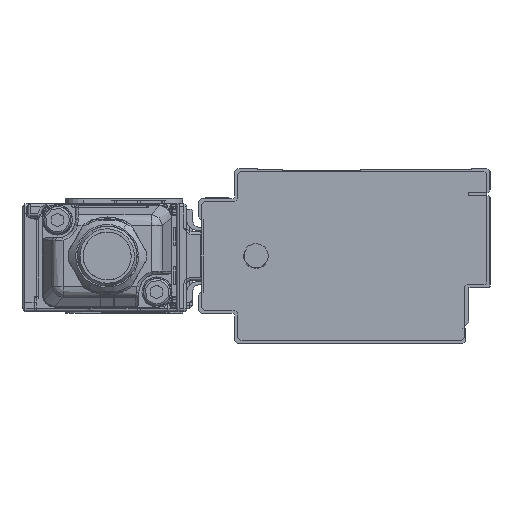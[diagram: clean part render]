
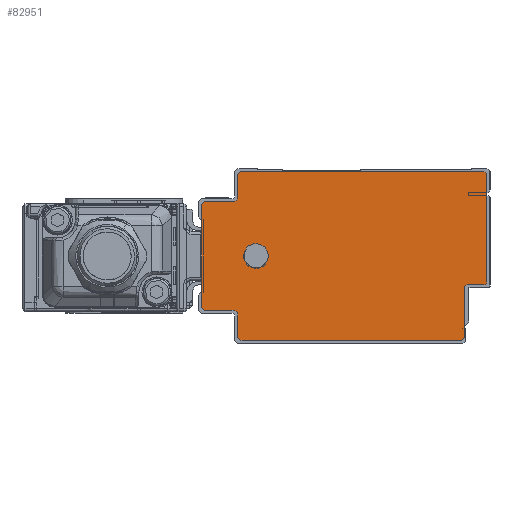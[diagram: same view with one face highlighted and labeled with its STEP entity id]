
A CAD part, left-side view. The second image highlights one B-rep face of the part: STEP entity #82951.
In plain terms, the highlighted planar face has unit normal (-1, 0, 0).
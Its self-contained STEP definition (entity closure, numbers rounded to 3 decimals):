
#80511=AXIS2_PLACEMENT_3D('Circle Axis2P3D',#80509,#80510,$) ;
#80549=AXIS2_PLACEMENT_3D('Circle Axis2P3D',#80547,#80548,$) ;
#80587=AXIS2_PLACEMENT_3D('Circle Axis2P3D',#80585,#80586,$) ;
#80625=AXIS2_PLACEMENT_3D('Circle Axis2P3D',#80623,#80624,$) ;
#82834=AXIS2_PLACEMENT_3D('Plane Axis2P3D',#82831,#82832,#82833) ;
#82838=AXIS2_PLACEMENT_3D('Circle Axis2P3D',#82836,#82837,$) ;
#82852=AXIS2_PLACEMENT_3D('Circle Axis2P3D',#82850,#82851,$) ;
#82866=AXIS2_PLACEMENT_3D('Circle Axis2P3D',#82864,#82865,$) ;
#82880=AXIS2_PLACEMENT_3D('Circle Axis2P3D',#82878,#82879,$) ;
#82894=AXIS2_PLACEMENT_3D('Circle Axis2P3D',#82892,#82893,$) ;
#82908=AXIS2_PLACEMENT_3D('Circle Axis2P3D',#82906,#82907,$) ;
#82935=AXIS2_PLACEMENT_3D('Circle Axis2P3D',#82933,#82934,$) ;
#82944=AXIS2_PLACEMENT_3D('Circle Axis2P3D',#82942,#82943,$) ;
#80467=CARTESIAN_POINT('Line Origine',(-2575.5,44.,14.5)) ;
#80471=CARTESIAN_POINT('Vertex',(-2575.5,44.,6.)) ;
#80473=CARTESIAN_POINT('Vertex',(-2575.5,44.,23.)) ;
#80509=CARTESIAN_POINT('Axis2P3D Location',(-2575.5,43.5,23.)) ;
#80513=CARTESIAN_POINT('Vertex',(-2575.5,43.5,23.5)) ;
#80528=CARTESIAN_POINT('Line Origine',(-2575.5,41.25,23.5)) ;
#80532=CARTESIAN_POINT('Vertex',(-2575.5,39.,23.5)) ;
#80547=CARTESIAN_POINT('Axis2P3D Location',(-2575.5,39.,24.5)) ;
#80551=CARTESIAN_POINT('Vertex',(-2575.5,38.,24.5)) ;
#80566=CARTESIAN_POINT('Line Origine',(-2575.5,38.,26.25)) ;
#80570=CARTESIAN_POINT('Vertex',(-2575.5,38.,28.)) ;
#80585=CARTESIAN_POINT('Axis2P3D Location',(-2575.5,37.5,28.)) ;
#80589=CARTESIAN_POINT('Vertex',(-2575.5,37.5,28.5)) ;
#80604=CARTESIAN_POINT('Line Origine',(-2575.5,17.25,28.5)) ;
#80608=CARTESIAN_POINT('Vertex',(-2575.5,-3.,28.5)) ;
#80623=CARTESIAN_POINT('Axis2P3D Location',(-2575.5,-3.,28.)) ;
#80627=CARTESIAN_POINT('Vertex',(-2575.5,-3.5,28.)) ;
#80642=CARTESIAN_POINT('Line Origine',(-2575.5,-3.5,19.1)) ;
#80646=CARTESIAN_POINT('Vertex',(-2575.5,-3.5,10.2)) ;
#82831=CARTESIAN_POINT('Axis2P3D Location',(-2575.5,0.,0.)) ;
#82836=CARTESIAN_POINT('Axis2P3D Location',(-2575.5,43.5,6.)) ;
#82840=CARTESIAN_POINT('Vertex',(-2575.5,43.5,5.5)) ;
#82843=CARTESIAN_POINT('Line Origine',(-2575.5,41.25,5.5)) ;
#82847=CARTESIAN_POINT('Vertex',(-2575.5,39.,5.5)) ;
#82850=CARTESIAN_POINT('Axis2P3D Location',(-2575.5,39.,4.5)) ;
#82854=CARTESIAN_POINT('Vertex',(-2575.5,38.,4.5)) ;
#82857=CARTESIAN_POINT('Line Origine',(-2575.5,38.,2.75)) ;
#82861=CARTESIAN_POINT('Vertex',(-2575.5,38.,1.)) ;
#82864=CARTESIAN_POINT('Axis2P3D Location',(-2575.5,37.5,1.)) ;
#82868=CARTESIAN_POINT('Vertex',(-2575.5,37.5,0.5)) ;
#82871=CARTESIAN_POINT('Line Origine',(-2575.5,19.15,0.5)) ;
#82875=CARTESIAN_POINT('Vertex',(-2575.5,0.8,0.5)) ;
#82878=CARTESIAN_POINT('Axis2P3D Location',(-2575.5,0.8,1.)) ;
#82882=CARTESIAN_POINT('Vertex',(-2575.5,0.3,1.)) ;
#82885=CARTESIAN_POINT('Line Origine',(-2575.5,0.3,5.1)) ;
#82889=CARTESIAN_POINT('Vertex',(-2575.5,0.3,9.2)) ;
#82892=CARTESIAN_POINT('Axis2P3D Location',(-2575.5,-0.2,9.2)) ;
#82896=CARTESIAN_POINT('Vertex',(-2575.5,-0.2,9.7)) ;
#82899=CARTESIAN_POINT('Line Origine',(-2575.5,-1.6,9.7)) ;
#82903=CARTESIAN_POINT('Vertex',(-2575.5,-3.,9.7)) ;
#82906=CARTESIAN_POINT('Axis2P3D Location',(-2575.5,-3.,10.2)) ;
#82933=CARTESIAN_POINT('Axis2P3D Location',(-2575.5,35.,14.5)) ;
#82937=CARTESIAN_POINT('Vertex',(-2575.5,33.186,13.509)) ;
#82939=CARTESIAN_POINT('Vertex',(-2575.5,36.814,15.491)) ;
#82942=CARTESIAN_POINT('Axis2P3D Location',(-2575.5,35.,14.5)) ;
#80468=DIRECTION('Vector Direction',(0.,0.,1.)) ;
#80510=DIRECTION('Axis2P3D Direction',(1.,0.,0.)) ;
#80529=DIRECTION('Vector Direction',(0.,1.,0.)) ;
#80548=DIRECTION('Axis2P3D Direction',(1.,0.,0.)) ;
#80567=DIRECTION('Vector Direction',(0.,0.,1.)) ;
#80586=DIRECTION('Axis2P3D Direction',(1.,0.,0.)) ;
#80605=DIRECTION('Vector Direction',(0.,1.,0.)) ;
#80624=DIRECTION('Axis2P3D Direction',(1.,0.,-0.)) ;
#80643=DIRECTION('Vector Direction',(0.,0.,-1.)) ;
#82832=DIRECTION('Axis2P3D Direction',(1.,0.,0.)) ;
#82833=DIRECTION('Axis2P3D XDirection',(0.,1.,0.)) ;
#82837=DIRECTION('Axis2P3D Direction',(1.,0.,0.)) ;
#82844=DIRECTION('Vector Direction',(0.,-1.,0.)) ;
#82851=DIRECTION('Axis2P3D Direction',(1.,0.,0.)) ;
#82858=DIRECTION('Vector Direction',(0.,0.,1.)) ;
#82865=DIRECTION('Axis2P3D Direction',(1.,0.,0.)) ;
#82872=DIRECTION('Vector Direction',(0.,-1.,0.)) ;
#82879=DIRECTION('Axis2P3D Direction',(1.,0.,0.)) ;
#82886=DIRECTION('Vector Direction',(0.,0.,-1.)) ;
#82893=DIRECTION('Axis2P3D Direction',(1.,0.,0.)) ;
#82900=DIRECTION('Vector Direction',(0.,1.,0.)) ;
#82907=DIRECTION('Axis2P3D Direction',(1.,0.,0.)) ;
#82934=DIRECTION('Axis2P3D Direction',(1.,0.,0.)) ;
#82943=DIRECTION('Axis2P3D Direction',(1.,0.,0.)) ;
#80469=VECTOR('Line Direction',#80468,1.) ;
#80530=VECTOR('Line Direction',#80529,1.) ;
#80568=VECTOR('Line Direction',#80567,1.) ;
#80606=VECTOR('Line Direction',#80605,1.) ;
#80644=VECTOR('Line Direction',#80643,1.) ;
#82845=VECTOR('Line Direction',#82844,1.) ;
#82859=VECTOR('Line Direction',#82858,1.) ;
#82873=VECTOR('Line Direction',#82872,1.) ;
#82887=VECTOR('Line Direction',#82886,1.) ;
#82901=VECTOR('Line Direction',#82900,1.) ;
#82912=ORIENTED_EDGE('',*,*,#80610,.F.) ;
#82913=ORIENTED_EDGE('',*,*,#80591,.F.) ;
#82914=ORIENTED_EDGE('',*,*,#80572,.F.) ;
#82915=ORIENTED_EDGE('',*,*,#80553,.F.) ;
#82916=ORIENTED_EDGE('',*,*,#80534,.F.) ;
#82917=ORIENTED_EDGE('',*,*,#80515,.F.) ;
#82918=ORIENTED_EDGE('',*,*,#80475,.F.) ;
#82919=ORIENTED_EDGE('',*,*,#82842,.F.) ;
#82920=ORIENTED_EDGE('',*,*,#82849,.F.) ;
#82921=ORIENTED_EDGE('',*,*,#82856,.F.) ;
#82922=ORIENTED_EDGE('',*,*,#82863,.F.) ;
#82923=ORIENTED_EDGE('',*,*,#82870,.F.) ;
#82924=ORIENTED_EDGE('',*,*,#82877,.F.) ;
#82925=ORIENTED_EDGE('',*,*,#82884,.F.) ;
#82926=ORIENTED_EDGE('',*,*,#82891,.F.) ;
#82927=ORIENTED_EDGE('',*,*,#82898,.F.) ;
#82928=ORIENTED_EDGE('',*,*,#82905,.F.) ;
#82929=ORIENTED_EDGE('',*,*,#82910,.F.) ;
#82930=ORIENTED_EDGE('',*,*,#80648,.F.) ;
#82931=ORIENTED_EDGE('',*,*,#80629,.F.) ;
#82948=ORIENTED_EDGE('',*,*,#82941,.T.) ;
#82949=ORIENTED_EDGE('',*,*,#82946,.T.) ;
#82950=FACE_BOUND('',#82947,.T.) ;
#82951=ADVANCED_FACE('\X2\FF8EFF9EFF83FF9EFF68FF70\X0\.2',(#82932,#82950),#82835,.F.) ;
#80512=CIRCLE('generated circle',#80511,0.5) ;
#80550=CIRCLE('generated circle',#80549,1.) ;
#80588=CIRCLE('generated circle',#80587,0.5) ;
#80626=CIRCLE('generated circle',#80625,0.5) ;
#82839=CIRCLE('generated circle',#82838,0.5) ;
#82853=CIRCLE('generated circle',#82852,1.) ;
#82867=CIRCLE('generated circle',#82866,0.5) ;
#82881=CIRCLE('generated circle',#82880,0.5) ;
#82895=CIRCLE('generated circle',#82894,0.5) ;
#82909=CIRCLE('generated circle',#82908,0.5) ;
#82936=CIRCLE('generated circle',#82935,2.067) ;
#82945=CIRCLE('generated circle',#82944,2.067) ;
#80475=EDGE_CURVE('',#80472,#80474,#80470,.T.) ;
#80515=EDGE_CURVE('',#80474,#80514,#80512,.T.) ;
#80534=EDGE_CURVE('',#80514,#80533,#80531,.F.) ;
#80553=EDGE_CURVE('',#80533,#80552,#80550,.F.) ;
#80572=EDGE_CURVE('',#80552,#80571,#80569,.T.) ;
#80591=EDGE_CURVE('',#80571,#80590,#80588,.T.) ;
#80610=EDGE_CURVE('',#80590,#80609,#80607,.F.) ;
#80629=EDGE_CURVE('',#80609,#80628,#80626,.T.) ;
#80648=EDGE_CURVE('',#80628,#80647,#80645,.T.) ;
#82842=EDGE_CURVE('',#82841,#80472,#82839,.T.) ;
#82849=EDGE_CURVE('',#82848,#82841,#82846,.F.) ;
#82856=EDGE_CURVE('',#82855,#82848,#82853,.F.) ;
#82863=EDGE_CURVE('',#82862,#82855,#82860,.T.) ;
#82870=EDGE_CURVE('',#82869,#82862,#82867,.T.) ;
#82877=EDGE_CURVE('',#82876,#82869,#82874,.F.) ;
#82884=EDGE_CURVE('',#82883,#82876,#82881,.T.) ;
#82891=EDGE_CURVE('',#82890,#82883,#82888,.T.) ;
#82898=EDGE_CURVE('',#82897,#82890,#82895,.F.) ;
#82905=EDGE_CURVE('',#82904,#82897,#82902,.T.) ;
#82910=EDGE_CURVE('',#80647,#82904,#82909,.T.) ;
#82941=EDGE_CURVE('',#82938,#82940,#82936,.T.) ;
#82946=EDGE_CURVE('',#82940,#82938,#82945,.T.) ;
#82911=EDGE_LOOP('',(#82912,#82913,#82914,#82915,#82916,#82917,#82918,#82919,#82920,#82921,#82922,#82923,#82924,#82925,#82926,#82927,#82928,#82929,#82930,#82931)) ;
#82947=EDGE_LOOP('',(#82948,#82949)) ;
#82932=FACE_OUTER_BOUND('',#82911,.T.) ;
#80470=LINE('Line',#80467,#80469) ;
#80531=LINE('Line',#80528,#80530) ;
#80569=LINE('Line',#80566,#80568) ;
#80607=LINE('Line',#80604,#80606) ;
#80645=LINE('Line',#80642,#80644) ;
#82846=LINE('Line',#82843,#82845) ;
#82860=LINE('Line',#82857,#82859) ;
#82874=LINE('Line',#82871,#82873) ;
#82888=LINE('Line',#82885,#82887) ;
#82902=LINE('Line',#82899,#82901) ;
#82835=PLANE('Plane',#82834) ;
#80472=VERTEX_POINT('',#80471) ;
#80474=VERTEX_POINT('',#80473) ;
#80514=VERTEX_POINT('',#80513) ;
#80533=VERTEX_POINT('',#80532) ;
#80552=VERTEX_POINT('',#80551) ;
#80571=VERTEX_POINT('',#80570) ;
#80590=VERTEX_POINT('',#80589) ;
#80609=VERTEX_POINT('',#80608) ;
#80628=VERTEX_POINT('',#80627) ;
#80647=VERTEX_POINT('',#80646) ;
#82841=VERTEX_POINT('',#82840) ;
#82848=VERTEX_POINT('',#82847) ;
#82855=VERTEX_POINT('',#82854) ;
#82862=VERTEX_POINT('',#82861) ;
#82869=VERTEX_POINT('',#82868) ;
#82876=VERTEX_POINT('',#82875) ;
#82883=VERTEX_POINT('',#82882) ;
#82890=VERTEX_POINT('',#82889) ;
#82897=VERTEX_POINT('',#82896) ;
#82904=VERTEX_POINT('',#82903) ;
#82938=VERTEX_POINT('',#82937) ;
#82940=VERTEX_POINT('',#82939) ;
